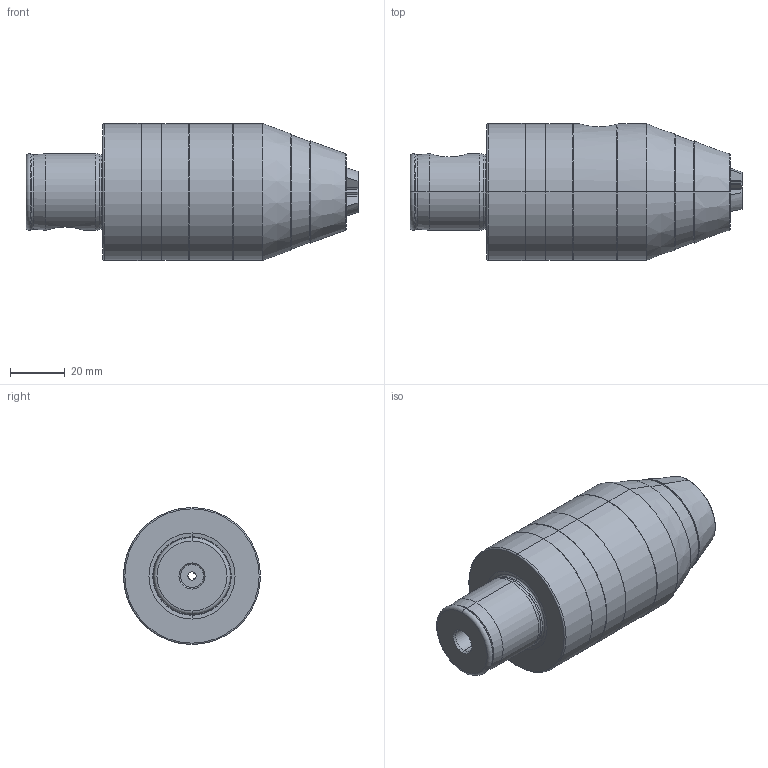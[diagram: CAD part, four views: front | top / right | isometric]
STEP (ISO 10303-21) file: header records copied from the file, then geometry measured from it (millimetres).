
FILE_DESCRIPTION (( 'STEP AP214' ), '1' );
FILE_NAME ('WH5.BF2.K01.088.STEP', '2024-05-02T06:38:40', ( '' ), ( '' ), 'SwSTEP 2.0', 'SolidWorks 2022', '' );
FILE_SCHEMA (( 'AUTOMOTIVE_DESIGN' ));
Length unit declared in the file: millimetre
Products named in the file (6): Bohrfutter ø2.5-16_geschlossen; WH5.BF2.K01.088; Backe ø2.5-16; Bohrfutterø2.5-16_A; WH5-BF2.K01.014_A; ISO 4026 - M10 x 12
Assembly tree (7 placements, depth 3):
  WH5.BF2.K01.088
    WH5-BF2.K01.014_A
    Bohrfutter ø2.5-16_geschlossen
      Bohrfutterø2.5-16_A
      ISO 4026 - M10 x 12
      Backe ø2.5-16  x3
Bounding box: 121.14 x 50 x 50 mm (x, y, z)
Volume: 138415.1 mm3; surface area: 34796.6 mm2
Topology: 6 solids, 6 shells, 211 faces, 478 edges, 289 vertices
Faces by surface type: plane 57, cone 56, cylinder 55, torus 43
Entity records: 5925 total; most frequent: CARTESIAN_POINT 1394, DIRECTION 972, ORIENTED_EDGE 800, AXIS2_PLACEMENT_3D 417, EDGE_CURVE 400, VERTEX_POINT 237, CIRCLE 225, EDGE_LOOP 201
